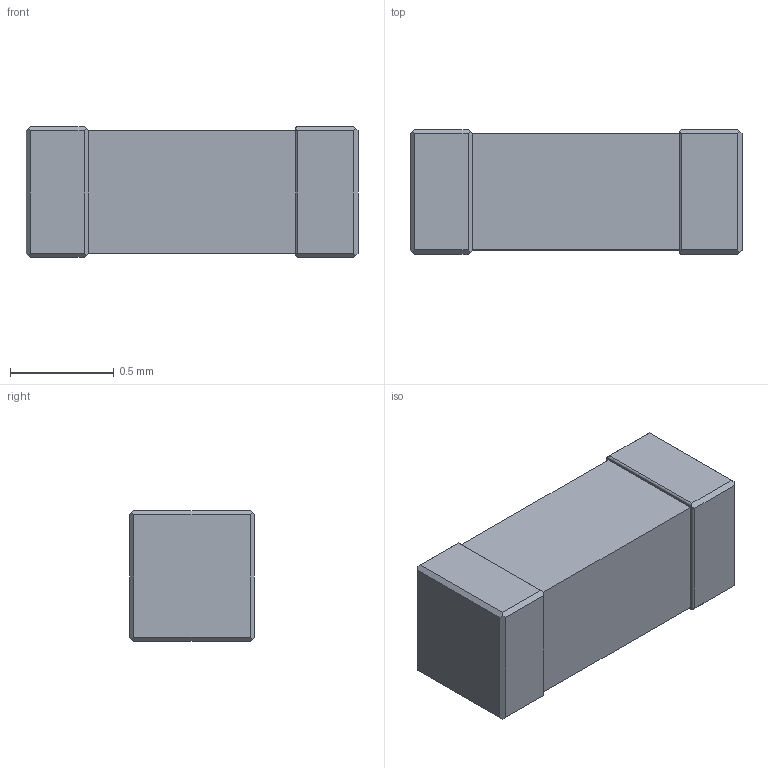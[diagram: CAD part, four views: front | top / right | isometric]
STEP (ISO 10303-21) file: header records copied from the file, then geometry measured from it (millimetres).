
FILE_DESCRIPTION(('for SolidWorks'),'2;1');
FILE_NAME('res_0603.step', '2016-05-06T13:38:38',('Alex'),(''),'Open CASCADE STEP processor 6.6', 'DipTrace','Unknown');
FILE_SCHEMA(('AUTOMOTIVE_DESIGN { 1 0 10303 214 1 1 1 1 }'));
Length unit declared in the file: millimetre
Products named in the file (1): RES_0603
Bounding box: 1.6 x 0.6 x 0.63 mm (x, y, z)
Volume: 0.6 mm3; surface area: 4.5 mm2
Topology: 1 solids, 1 shells, 39 faces, 100 edges, 64 vertices
Faces by surface type: plane 37, cylinder 2
Entity records: 1440 total; most frequent: CARTESIAN_POINT 204, ORIENTED_EDGE 200, DIRECTION 184, EDGE_CURVE 100, LINE 96, VECTOR 96, VERTEX_POINT 64, AXIS2_PLACEMENT_3D 44
